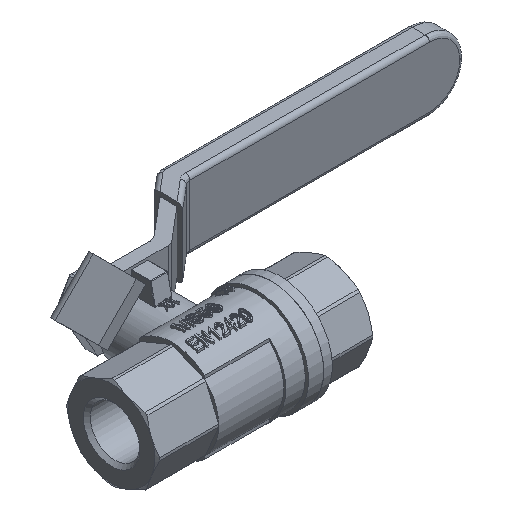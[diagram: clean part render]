
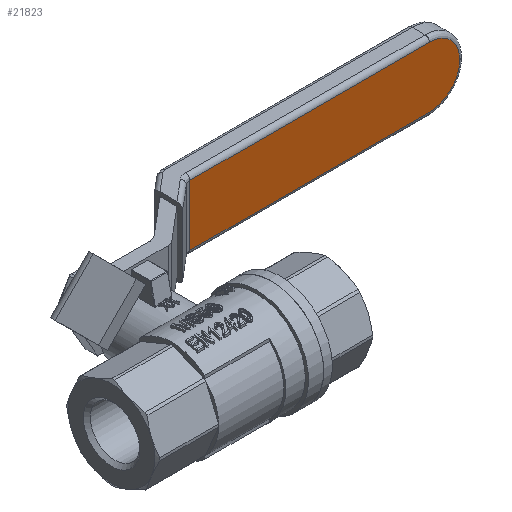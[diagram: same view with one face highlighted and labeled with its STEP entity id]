
A CAD part, isometric view. The second image highlights one B-rep face of the part: STEP entity #21823.
In plain terms, the highlighted planar face has unit normal (0, -1, 0).
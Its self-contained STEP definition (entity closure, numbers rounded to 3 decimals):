
#2868=LINE('',#47957,#4323);
#2869=LINE('',#47959,#4324);
#2870=LINE('',#47961,#4325);
#4323=VECTOR('',#39310,1000.);
#4324=VECTOR('',#39311,1000.);
#4325=VECTOR('',#39312,1000.);
#5460=PLANE('',#32202);
#11611=ORIENTED_EDGE('',*,*,#15178,.F.);
#11612=ORIENTED_EDGE('',*,*,#15179,.F.);
#11613=ORIENTED_EDGE('',*,*,#15180,.T.);
#11614=ORIENTED_EDGE('',*,*,#15181,.T.);
#11615=ORIENTED_EDGE('',*,*,#15182,.T.);
#15178=EDGE_CURVE('',#17472,#17473,#17920,.T.);
#15179=EDGE_CURVE('',#17474,#17472,#17921,.T.);
#15180=EDGE_CURVE('',#17474,#17475,#2868,.T.);
#15181=EDGE_CURVE('',#17475,#17476,#2869,.T.);
#15182=EDGE_CURVE('',#17476,#17473,#2870,.T.);
#17472=VERTEX_POINT('',#47953);
#17473=VERTEX_POINT('',#47954);
#17474=VERTEX_POINT('',#47956);
#17475=VERTEX_POINT('',#47958);
#17476=VERTEX_POINT('',#47960);
#17920=CIRCLE('',#32203,7.);
#17921=CIRCLE('',#32204,7.);
#19168=EDGE_LOOP('',(#11611,#11612,#11613,#11614,#11615));
#20491=FACE_BOUND('',#19168,.T.);
#21823=ADVANCED_FACE('',(#20491),#5460,.T.);
#32202=AXIS2_PLACEMENT_3D('',#47951,#39304,#39305);
#32203=AXIS2_PLACEMENT_3D('',#47952,#39306,#39307);
#32204=AXIS2_PLACEMENT_3D('',#47955,#39308,#39309);
#39304=DIRECTION('',(0.,-1.,0.));
#39305=DIRECTION('',(-1.,0.,0.));
#39306=DIRECTION('',(0.,1.,0.));
#39307=DIRECTION('',(1.,0.,0.));
#39308=DIRECTION('',(0.,1.,0.));
#39309=DIRECTION('',(0.,0.,1.));
#39310=DIRECTION('',(-1.,0.,0.));
#39311=DIRECTION('',(0.,0.,-1.));
#39312=DIRECTION('',(1.,0.,0.));
#47951=CARTESIAN_POINT('',(87.5,39.5,-14.));
#47952=CARTESIAN_POINT('',(79.5,39.5,-14.));
#47953=CARTESIAN_POINT('',(86.5,39.5,-14.));
#47954=CARTESIAN_POINT('',(79.5,39.5,-21.));
#47955=CARTESIAN_POINT('',(79.5,39.5,-14.));
#47956=CARTESIAN_POINT('',(79.5,39.5,-7.));
#47957=CARTESIAN_POINT('',(51.854,39.5,-7.));
#47958=CARTESIAN_POINT('',(24.207,39.5,-7.));
#47959=CARTESIAN_POINT('',(24.207,39.5,-14.));
#47960=CARTESIAN_POINT('',(24.207,39.5,-21.));
#47961=CARTESIAN_POINT('',(51.853,39.5,-21.));
